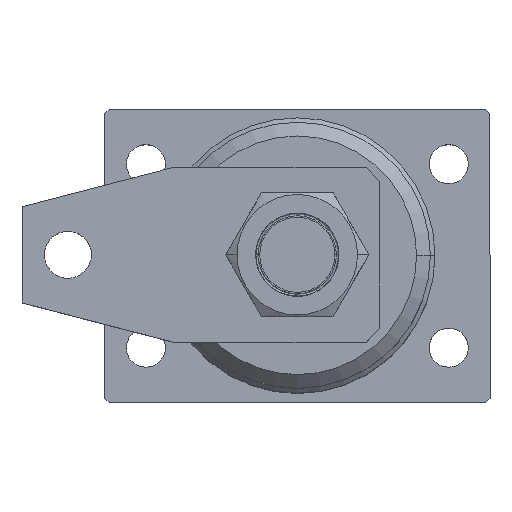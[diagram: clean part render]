
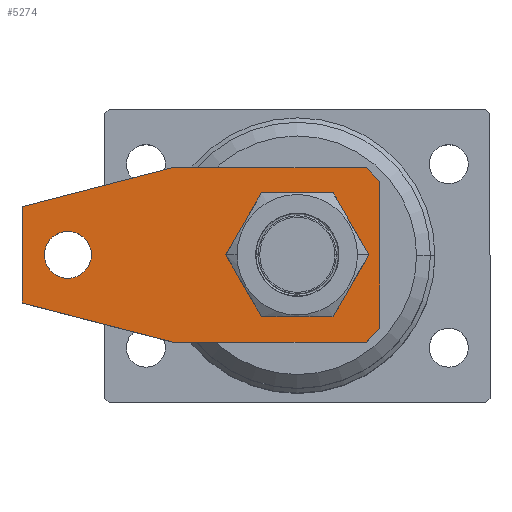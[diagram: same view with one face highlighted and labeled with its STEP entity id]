
A CAD part, top view. The second image highlights one B-rep face of the part: STEP entity #5274.
In plain terms, the highlighted face is planar.
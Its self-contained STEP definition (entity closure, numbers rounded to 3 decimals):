
#1119 = ORIENTED_EDGE ( 'NONE', *, *, #4385, .T. ) ;
#1120 = ORIENTED_EDGE ( 'NONE', *, *, #3750, .T. ) ;
#1121 = ORIENTED_EDGE ( 'NONE', *, *, #4386, .F. ) ;
#1122 = ORIENTED_EDGE ( 'NONE', *, *, #3740, .F. ) ;
#1123 = ORIENTED_EDGE ( 'NONE', *, *, #3880, .T. ) ;
#1124 = ORIENTED_EDGE ( 'NONE', *, *, #4387, .T. ) ;
#1125 = ORIENTED_EDGE ( 'NONE', *, *, #3891, .T. ) ;
#1126 = ORIENTED_EDGE ( 'NONE', *, *, #4388, .F. ) ;
#1127 = ORIENTED_EDGE ( 'NONE', *, *, #4275, .T. ) ;
#1128 = ORIENTED_EDGE ( 'NONE', *, *, #4389, .F. ) ;
#1129 = ORIENTED_EDGE ( 'NONE', *, *, #4375, .T. ) ;
#1130 = ORIENTED_EDGE ( 'NONE', *, *, #4390, .T. ) ;
#1389 = AXIS2_PLACEMENT_3D ( 'NONE', #2056, #2183, #1756 ) ;
#1432 = AXIS2_PLACEMENT_3D ( 'NONE', #3596, #3595, #3594 ) ;
#1433 = AXIS2_PLACEMENT_3D ( 'NONE', #3601, #3599, #3598 ) ;
#1520 = CARTESIAN_POINT ( 'NONE',  ( -60., 19., -19. ) ) ;
#1525 = DIRECTION ( 'NONE',  ( 0., 0., 1. ) ) ;
#1675 = VECTOR ( 'NONE', #3585, 1000. ) ;
#1679 = VECTOR ( 'NONE', #3588, 1000. ) ;
#1680 = LINE ( 'NONE', #3586, #1675 ) ;
#1681 = VECTOR ( 'NONE', #3590, 1000. ) ;
#1682 = LINE ( 'NONE', #3589, #1679 ) ;
#1683 = VECTOR ( 'NONE', #3602, 1000. ) ;
#1684 = LINE ( 'NONE', #3592, #1681 ) ;
#1686 = LINE ( 'NONE', #3603, #1683 ) ;
#1687 = CIRCLE ( 'NONE', #1432, 5.125 ) ;
#1701 = CIRCLE ( 'NONE', #1433, 9.5 ) ;
#1718 = VECTOR ( 'NONE', #3636, 1000. ) ;
#1721 = LINE ( 'NONE', #3633, #1718 ) ;
#1756 = DIRECTION ( 'NONE',  ( 0., 0., 1. ) ) ;
#1758 = PLANE ( 'NONE',  #1389 ) ;
#2047 = VECTOR ( 'NONE', #1525, 1000. ) ;
#2054 = LINE ( 'NONE', #1520, #2047 ) ;
#2056 = CARTESIAN_POINT ( 'NONE',  ( 0., 19., 0. ) ) ;
#2183 = DIRECTION ( 'NONE',  ( 0., 1., 0. ) ) ;
#2375 = VECTOR ( 'NONE', #5149, 1000. ) ;
#2378 = LINE ( 'NONE', #5150, #2375 ) ;
#2383 = VECTOR ( 'NONE', #5155, 1000. ) ;
#2395 = LINE ( 'NONE', #5157, #2383 ) ;
#2455 = CIRCLE ( 'NONE', #3724, 9.5 ) ;
#2463 = CIRCLE ( 'NONE', #3730, 5.125 ) ;
#2708 = FACE_BOUND ( 'NONE', #3394, .T. ) ;
#2710 = FACE_OUTER_BOUND ( 'NONE', #3343, .T. ) ;
#2711 = FACE_BOUND ( 'NONE', #3366, .T. ) ;
#3313 = VERTEX_POINT ( 'NONE', #5736 ) ;
#3324 = VERTEX_POINT ( 'NONE', #5725 ) ;
#3326 = VERTEX_POINT ( 'NONE', #5723 ) ;
#3330 = VERTEX_POINT ( 'NONE', #5719 ) ;
#3343 = EDGE_LOOP ( 'NONE', ( #1123, #1124, #1125, #1126, #1127, #1128, #1129, #1130 ) ) ;
#3351 = VERTEX_POINT ( 'NONE', #5708 ) ;
#3353 = VERTEX_POINT ( 'NONE', #5706 ) ;
#3356 = VERTEX_POINT ( 'NONE', #5703 ) ;
#3357 = VERTEX_POINT ( 'NONE', #5702 ) ;
#3365 = VERTEX_POINT ( 'NONE', #5691 ) ;
#3366 = EDGE_LOOP ( 'NONE', ( #1119, #1120 ) ) ;
#3372 = VERTEX_POINT ( 'NONE', #5690 ) ;
#3377 = VERTEX_POINT ( 'NONE', #5685 ) ;
#3378 = VERTEX_POINT ( 'NONE', #5684 ) ;
#3394 = EDGE_LOOP ( 'NONE', ( #1121, #1122 ) ) ;
#3585 = DIRECTION ( 'NONE',  ( 0.707, 0., -0.707 ) ) ;
#3586 = CARTESIAN_POINT ( 'NONE',  ( 17., 19., 17. ) ) ;
#3588 = DIRECTION ( 'NONE',  ( -0.968, 0., -0.25 ) ) ;
#3589 = CARTESIAN_POINT ( 'NONE',  ( -27.133, 19., 19. ) ) ;
#3590 = DIRECTION ( 'NONE',  ( 0.968, 0., -0.25 ) ) ;
#3592 = CARTESIAN_POINT ( 'NONE',  ( -27.133, 19., -19. ) ) ;
#3594 = DIRECTION ( 'NONE',  ( 0., 0., 1. ) ) ;
#3595 = DIRECTION ( 'NONE',  ( 0., 1., 0. ) ) ;
#3596 = CARTESIAN_POINT ( 'NONE',  ( -50., 19., 0. ) ) ;
#3598 = DIRECTION ( 'NONE',  ( 0., 0., -1. ) ) ;
#3599 = DIRECTION ( 'NONE',  ( 0., -1., 0. ) ) ;
#3601 = CARTESIAN_POINT ( 'NONE',  ( 0., 19., 0. ) ) ;
#3602 = DIRECTION ( 'NONE',  ( -0.707, 0., -0.707 ) ) ;
#3603 = CARTESIAN_POINT ( 'NONE',  ( 17., 19., -17. ) ) ;
#3633 = CARTESIAN_POINT ( 'NONE',  ( -60., 19., 19. ) ) ;
#3636 = DIRECTION ( 'NONE',  ( 1., 0., 0. ) ) ;
#3724 = AXIS2_PLACEMENT_3D ( 'NONE', #5513, #5512, #5511 ) ;
#3730 = AXIS2_PLACEMENT_3D ( 'NONE', #5537, #5536, #5535 ) ;
#3740 = EDGE_CURVE ( 'NONE', #3313, #3365, #2463, .T. ) ;
#3750 = EDGE_CURVE ( 'NONE', #3356, #3351, #2455, .T. ) ;
#3880 = EDGE_CURVE ( 'NONE', #3357, #3353, #2395, .T. ) ;
#3891 = EDGE_CURVE ( 'NONE', #3372, #3378, #2378, .T. ) ;
#4275 = EDGE_CURVE ( 'NONE', #3326, #3377, #2054, .T. ) ;
#4375 = EDGE_CURVE ( 'NONE', #3330, #3324, #1721, .T. ) ;
#4385 = EDGE_CURVE ( 'NONE', #3351, #3356, #1701, .T. ) ;
#4386 = EDGE_CURVE ( 'NONE', #3365, #3313, #1687, .T. ) ;
#4387 = EDGE_CURVE ( 'NONE', #3353, #3372, #1686, .T. ) ;
#4388 = EDGE_CURVE ( 'NONE', #3326, #3378, #1684, .T. ) ;
#4389 = EDGE_CURVE ( 'NONE', #3330, #3377, #1682, .T. ) ;
#4390 = EDGE_CURVE ( 'NONE', #3324, #3357, #1680, .T. ) ;
#5149 = DIRECTION ( 'NONE',  ( -1., 0., 0. ) ) ;
#5150 = CARTESIAN_POINT ( 'NONE',  ( -60., 19., -19. ) ) ;
#5155 = DIRECTION ( 'NONE',  ( 0., 0., -1. ) ) ;
#5157 = CARTESIAN_POINT ( 'NONE',  ( 18., 19., -19. ) ) ;
#5274 = ADVANCED_FACE ( 'NONE', ( #2711, #2708, #2710 ), #1758, .T. ) ;
#5511 = DIRECTION ( 'NONE',  ( 0., 0., -1. ) ) ;
#5512 = DIRECTION ( 'NONE',  ( 0., -1., 0. ) ) ;
#5513 = CARTESIAN_POINT ( 'NONE',  ( 0., 19., 0. ) ) ;
#5535 = DIRECTION ( 'NONE',  ( 0., 0., 1. ) ) ;
#5536 = DIRECTION ( 'NONE',  ( 0., 1., 0. ) ) ;
#5537 = CARTESIAN_POINT ( 'NONE',  ( -50., 19., 0. ) ) ;
#5684 = CARTESIAN_POINT ( 'NONE',  ( -27.133, 19., -19. ) ) ;
#5685 = CARTESIAN_POINT ( 'NONE',  ( -60., 19., 10.5 ) ) ;
#5690 = CARTESIAN_POINT ( 'NONE',  ( 15., 19., -19. ) ) ;
#5691 = CARTESIAN_POINT ( 'NONE',  ( -50., 19., 5.125 ) ) ;
#5702 = CARTESIAN_POINT ( 'NONE',  ( 18., 19., 16. ) ) ;
#5703 = CARTESIAN_POINT ( 'NONE',  ( 0., 19., 9.5 ) ) ;
#5706 = CARTESIAN_POINT ( 'NONE',  ( 18., 19., -16. ) ) ;
#5708 = CARTESIAN_POINT ( 'NONE',  ( 0., 19., -9.5 ) ) ;
#5719 = CARTESIAN_POINT ( 'NONE',  ( -27.133, 19., 19. ) ) ;
#5723 = CARTESIAN_POINT ( 'NONE',  ( -60., 19., -10.5 ) ) ;
#5725 = CARTESIAN_POINT ( 'NONE',  ( 15., 19., 19. ) ) ;
#5736 = CARTESIAN_POINT ( 'NONE',  ( -50., 19., -5.125 ) ) ;
